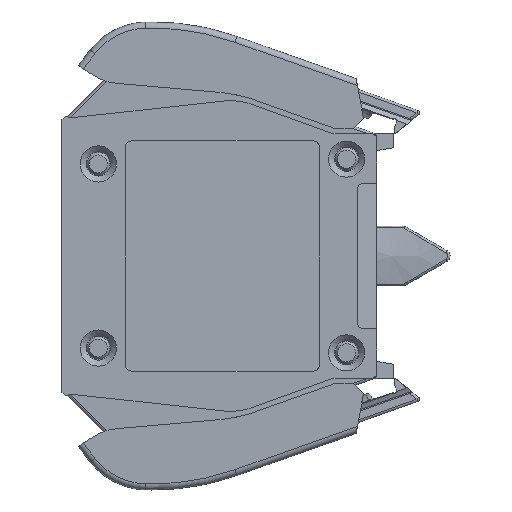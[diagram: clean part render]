
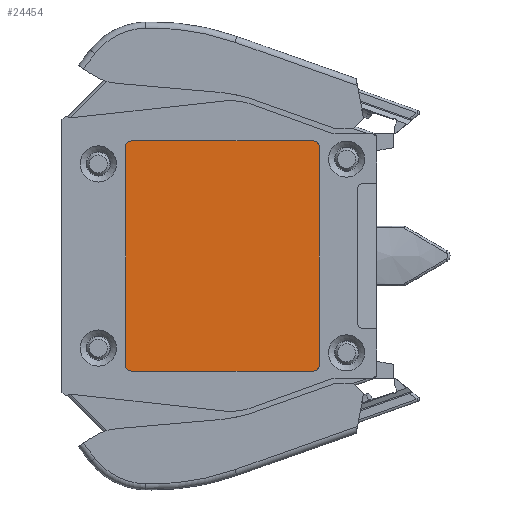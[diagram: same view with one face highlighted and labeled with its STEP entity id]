
A CAD part, left-side view. The second image highlights one B-rep face of the part: STEP entity #24454.
In plain terms, the highlighted planar face has unit normal (-1, 0, 0).
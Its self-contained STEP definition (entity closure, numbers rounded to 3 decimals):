
#1373=CIRCLE('',#26236,0.497);
#1374=CIRCLE('',#26237,0.497);
#1375=CIRCLE('',#26238,0.497);
#1376=CIRCLE('',#26239,0.497);
#2375=FACE_OUTER_BOUND('',#3747,.T.);
#3747=EDGE_LOOP('',(#18411,#18412,#18413,#18414,#18415,#18416,#18417,#18418));
#5784=LINE('',#38851,#8272);
#5785=LINE('',#38855,#8273);
#5786=LINE('',#38859,#8274);
#5787=LINE('',#38863,#8275);
#8272=VECTOR('',#30547,18.006);
#8273=VECTOR('',#30550,15.006);
#8274=VECTOR('',#30553,18.006);
#8275=VECTOR('',#30556,15.006);
#10657=VERTEX_POINT('',#38849);
#10658=VERTEX_POINT('',#38850);
#10659=VERTEX_POINT('',#38852);
#10660=VERTEX_POINT('',#38854);
#10661=VERTEX_POINT('',#38856);
#10662=VERTEX_POINT('',#38858);
#10663=VERTEX_POINT('',#38860);
#10664=VERTEX_POINT('',#38862);
#13514=EDGE_CURVE('',#10657,#10658,#5784,.T.);
#13515=EDGE_CURVE('',#10659,#10658,#1373,.F.);
#13516=EDGE_CURVE('',#10660,#10659,#5785,.T.);
#13517=EDGE_CURVE('',#10661,#10660,#1374,.F.);
#13518=EDGE_CURVE('',#10661,#10662,#5786,.T.);
#13519=EDGE_CURVE('',#10662,#10663,#1375,.F.);
#13520=EDGE_CURVE('',#10663,#10664,#5787,.T.);
#13521=EDGE_CURVE('',#10664,#10657,#1376,.F.);
#18411=ORIENTED_EDGE('',*,*,#13514,.T.);
#18412=ORIENTED_EDGE('',*,*,#13515,.F.);
#18413=ORIENTED_EDGE('',*,*,#13516,.F.);
#18414=ORIENTED_EDGE('',*,*,#13517,.F.);
#18415=ORIENTED_EDGE('',*,*,#13518,.T.);
#18416=ORIENTED_EDGE('',*,*,#13519,.T.);
#18417=ORIENTED_EDGE('',*,*,#13520,.T.);
#18418=ORIENTED_EDGE('',*,*,#13521,.T.);
#23492=PLANE('',#26235);
#24454=ADVANCED_FACE('',(#2375),#23492,.T.);
#26235=AXIS2_PLACEMENT_3D('',#38848,#30545,#30546);
#26236=AXIS2_PLACEMENT_3D('',#38853,#30548,#30549);
#26237=AXIS2_PLACEMENT_3D('',#38857,#30551,#30552);
#26238=AXIS2_PLACEMENT_3D('',#38861,#30554,#30555);
#26239=AXIS2_PLACEMENT_3D('',#38864,#30557,#30558);
#30545=DIRECTION('center_axis',(-1.,0.,0.));
#30546=DIRECTION('ref_axis',(0.,-1.,0.));
#30547=DIRECTION('',(0.,0.,-1.));
#30548=DIRECTION('center_axis',(-1.,0.,0.));
#30549=DIRECTION('ref_axis',(0.,0.,
1.));
#30550=DIRECTION('',(0.,1.,0.));
#30551=DIRECTION('center_axis',(-1.,0.,0.));
#30552=DIRECTION('ref_axis',(0.,0.,
1.));
#30553=DIRECTION('',(0.,0.,1.));
#30554=DIRECTION('center_axis',(1.,0.,0.));
#30555=DIRECTION('ref_axis',(0.,0.,
-1.));
#30556=DIRECTION('',(0.,1.,0.));
#30557=DIRECTION('center_axis',(1.,0.,0.));
#30558=DIRECTION('ref_axis',(0.,0.,
-1.));
#38848=CARTESIAN_POINT('Origin',(-34.75,155.15,44.5));
#38849=CARTESIAN_POINT('',(-34.75,172.15,49.003));
#38850=CARTESIAN_POINT('',(-34.75,172.15,30.997));
#38851=CARTESIAN_POINT('',(-34.75,172.15,49.003));
#38852=CARTESIAN_POINT('',(-34.75,171.653,30.5));
#38853=CARTESIAN_POINT('Origin',(-34.75,171.653,30.997));
#38854=CARTESIAN_POINT('',(-34.75,156.647,30.5));
#38855=CARTESIAN_POINT('',(-34.75,156.647,30.5));
#38856=CARTESIAN_POINT('',(-34.75,156.15,30.997));
#38857=CARTESIAN_POINT('Origin',(-34.75,156.647,30.997));
#38858=CARTESIAN_POINT('',(-34.75,156.15,49.003));
#38859=CARTESIAN_POINT('',(-34.75,156.15,30.997));
#38860=CARTESIAN_POINT('',(-34.75,156.647,49.5));
#38861=CARTESIAN_POINT('Origin',(-34.75,156.647,49.003));
#38862=CARTESIAN_POINT('',(-34.75,171.653,49.5));
#38863=CARTESIAN_POINT('',(-34.75,156.647,49.5));
#38864=CARTESIAN_POINT('Origin',(-34.75,171.653,49.003));
